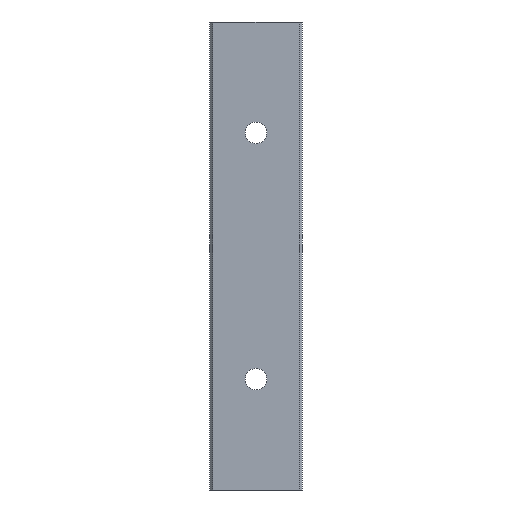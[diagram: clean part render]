
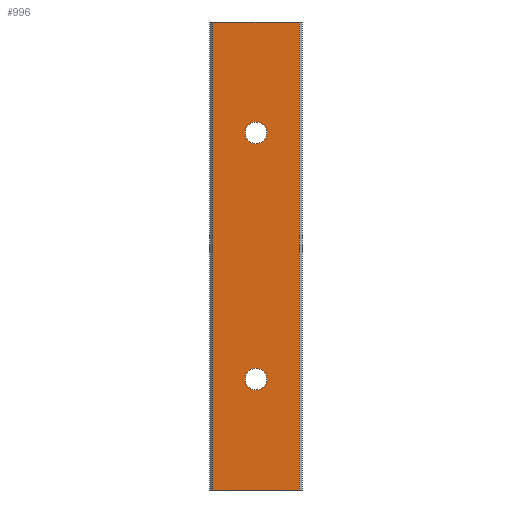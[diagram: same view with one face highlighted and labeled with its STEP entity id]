
A CAD part, front view. The second image highlights one B-rep face of the part: STEP entity #996.
In plain terms, the highlighted planar face has unit normal (0, -1, 0).
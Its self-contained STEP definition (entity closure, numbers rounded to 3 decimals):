
#57 = VERTEX_POINT ( 'NONE', #58 ) ;
#58 = CARTESIAN_POINT ( 'NONE',  ( 0., 0., -16.25 ) ) ;
#63 = VERTEX_POINT ( 'NONE', #64 ) ;
#64 = CARTESIAN_POINT ( 'NONE',  ( 0., 0., -56.25 ) ) ;
#94 = DIRECTION ( 'NONE',  ( 1., 0., 0. ) ) ;
#101 = PLANE ( 'NONE',  #840 ) ;
#102 = DIRECTION ( 'NONE',  ( 0., -1., 0. ) ) ;
#124 = CARTESIAN_POINT ( 'NONE',  ( 7., 0., -76. ) ) ;
#208 = EDGE_LOOP ( 'NONE', ( #415 ) ) ;
#233 = ORIENTED_EDGE ( 'NONE', *, *, #797, .F. ) ;
#267 = ORIENTED_EDGE ( 'NONE', *, *, #793, .F. ) ;
#305 = ORIENTED_EDGE ( 'NONE', *, *, #801, .T. ) ;
#321 = EDGE_LOOP ( 'NONE', ( #267, #233, #414, #305 ) ) ;
#388 = EDGE_LOOP ( 'NONE', ( #404 ) ) ;
#404 = ORIENTED_EDGE ( 'NONE', *, *, #794, .T. ) ;
#414 = ORIENTED_EDGE ( 'NONE', *, *, #798, .T. ) ;
#415 = ORIENTED_EDGE ( 'NONE', *, *, #804, .T. ) ;
#444 = VERTEX_POINT ( 'NONE', #495 ) ;
#445 = VERTEX_POINT ( 'NONE', #498 ) ;
#448 = VERTEX_POINT ( 'NONE', #492 ) ;
#459 = VERTEX_POINT ( 'NONE', #511 ) ;
#492 = CARTESIAN_POINT ( 'NONE',  ( -7., 0., 0. ) ) ;
#495 = CARTESIAN_POINT ( 'NONE',  ( -7., 0., -76. ) ) ;
#498 = CARTESIAN_POINT ( 'NONE',  ( 7., 0., -76. ) ) ;
#511 = CARTESIAN_POINT ( 'NONE',  ( 7., 0., 0. ) ) ;
#674 = CARTESIAN_POINT ( 'NONE',  ( 7., 0., 0. ) ) ;
#675 = DIRECTION ( 'NONE',  ( 1., 0., 0. ) ) ;
#676 = CARTESIAN_POINT ( 'NONE',  ( 0., 0., -18. ) ) ;
#677 = DIRECTION ( 'NONE',  ( 0., 1., 0. ) ) ;
#678 = DIRECTION ( 'NONE',  ( 0., 0., 1. ) ) ;
#683 = CARTESIAN_POINT ( 'NONE',  ( -7., 0., -76. ) ) ;
#684 = DIRECTION ( 'NONE',  ( 0., 0., 1. ) ) ;
#685 = CARTESIAN_POINT ( 'NONE',  ( 7., 0., -76. ) ) ;
#686 = DIRECTION ( 'NONE',  ( 1., 0., 0. ) ) ;
#688 = CARTESIAN_POINT ( 'NONE',  ( 0., 0., -58. ) ) ;
#694 = CARTESIAN_POINT ( 'NONE',  ( 7., 0., -76. ) ) ;
#695 = DIRECTION ( 'NONE',  ( 0., 0., 1. ) ) ;
#702 = DIRECTION ( 'NONE',  ( 0., 1., 0. ) ) ;
#703 = DIRECTION ( 'NONE',  ( 0., 0., 1. ) ) ;
#793 = EDGE_CURVE ( 'NONE', #448, #459, #867, .T. ) ;
#794 = EDGE_CURVE ( 'NONE', #57, #57, #900, .T. ) ;
#797 = EDGE_CURVE ( 'NONE', #444, #448, #903, .T. ) ;
#798 = EDGE_CURVE ( 'NONE', #444, #445, #905, .T. ) ;
#801 = EDGE_CURVE ( 'NONE', #445, #459, #902, .T. ) ;
#804 = EDGE_CURVE ( 'NONE', #63, #63, #916, .T. ) ;
#820 = AXIS2_PLACEMENT_3D ( 'NONE', #676, #677, #678 ) ;
#825 = AXIS2_PLACEMENT_3D ( 'NONE', #688, #702, #703 ) ;
#840 = AXIS2_PLACEMENT_3D ( 'NONE', #124, #102, #94 ) ;
#867 = LINE ( 'NONE', #674, #895 ) ;
#895 = VECTOR ( 'NONE', #675, 1000. ) ;
#900 = CIRCLE ( 'NONE', #820, 1.75 ) ;
#902 = LINE ( 'NONE', #694, #911 ) ;
#903 = LINE ( 'NONE', #683, #904 ) ;
#904 = VECTOR ( 'NONE', #684, 1000. ) ;
#905 = LINE ( 'NONE', #685, #906 ) ;
#906 = VECTOR ( 'NONE', #686, 1000. ) ;
#911 = VECTOR ( 'NONE', #695, 1000. ) ;
#916 = CIRCLE ( 'NONE', #825, 1.75 ) ;
#946 = FACE_BOUND ( 'NONE', #388, .T. ) ;
#949 = FACE_OUTER_BOUND ( 'NONE', #321, .T. ) ;
#953 = FACE_BOUND ( 'NONE', #208, .T. ) ;
#996 = ADVANCED_FACE ( 'NONE', ( #946, #949, #953 ), #101, .T. ) ;
